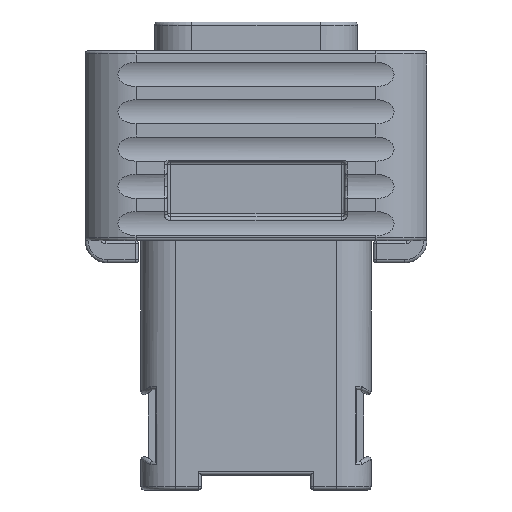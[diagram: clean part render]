
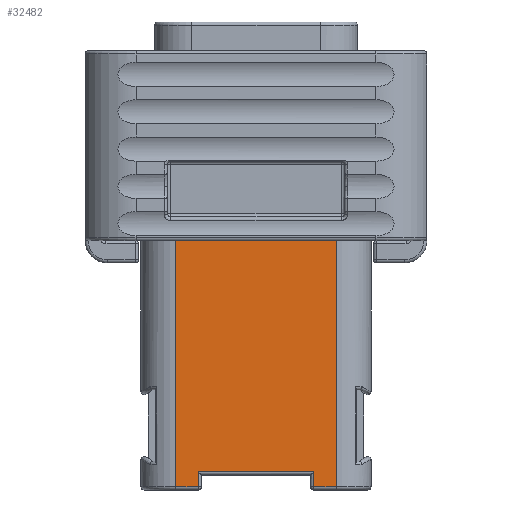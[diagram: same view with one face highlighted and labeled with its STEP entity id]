
A CAD part, front view. The second image highlights one B-rep face of the part: STEP entity #32482.
In plain terms, the highlighted planar face has unit normal (0, -1, 0).
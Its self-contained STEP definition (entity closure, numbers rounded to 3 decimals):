
#100=DIRECTION('',(1.,0.,0.));
#101=VECTOR('',#100,12.9);
#102=CARTESIAN_POINT('',(-6.45,-9.25,0.));
#103=LINE('',#102,#101);
#5934=DIRECTION('',(0.,0.,1.));
#5935=VECTOR('',#5934,1.2);
#5936=CARTESIAN_POINT('',(-4.647,-9.25,-19.81));
#5937=LINE('',#5936,#5935);
#5948=DIRECTION('',(-1.,0.,0.));
#5949=VECTOR('',#5948,9.294);
#5950=CARTESIAN_POINT('',(4.647,-9.25,-18.61));
#5951=LINE('',#5950,#5949);
#5952=DIRECTION('',(-1.,0.,0.));
#5953=VECTOR('',#5952,1.803);
#5954=CARTESIAN_POINT('',(-4.647,-9.25,-19.81));
#5955=LINE('',#5954,#5953);
#5956=DIRECTION('',(0.,0.,-1.));
#5957=VECTOR('',#5956,19.81);
#5958=CARTESIAN_POINT('',(-6.45,-9.25,0.));
#5959=LINE('',#5958,#5957);
#5960=DIRECTION('',(0.,0.,-1.));
#5961=VECTOR('',#5960,19.81);
#5962=CARTESIAN_POINT('',(6.45,-9.25,0.));
#5963=LINE('',#5962,#5961);
#5964=DIRECTION('',(-1.,0.,0.));
#5965=VECTOR('',#5964,1.803);
#5966=CARTESIAN_POINT('',(6.45,-9.25,-19.81));
#5967=LINE('',#5966,#5965);
#6001=DIRECTION('',(0.,0.,-1.));
#6002=VECTOR('',#6001,1.2);
#6003=CARTESIAN_POINT('',(4.647,-9.25,-18.61));
#6004=LINE('',#6003,#6002);
#20063=CARTESIAN_POINT('',(-6.45,-9.25,0.));
#20064=CARTESIAN_POINT('',(6.45,-9.25,0.));
#20065=VERTEX_POINT('',#20063);
#20066=VERTEX_POINT('',#20064);
#21750=CARTESIAN_POINT('',(-4.647,-9.25,-19.81));
#21752=VERTEX_POINT('',#21750);
#21757=CARTESIAN_POINT('',(-6.45,-9.25,-19.81));
#21758=VERTEX_POINT('',#21757);
#21781=CARTESIAN_POINT('',(6.45,-9.25,-19.81));
#21782=VERTEX_POINT('',#21781);
#21785=CARTESIAN_POINT('',(4.647,-9.25,-19.81));
#21786=VERTEX_POINT('',#21785);
#21972=CARTESIAN_POINT('',(4.647,-9.25,-18.61));
#21973=CARTESIAN_POINT('',(-4.647,-9.25,-18.61));
#21974=VERTEX_POINT('',#21972);
#21975=VERTEX_POINT('',#21973);
#32461=CARTESIAN_POINT('',(-9.25,-9.25,-20.06));
#32462=DIRECTION('',(0.,-1.,0.));
#32463=DIRECTION('',(1.,0.,0.));
#32464=AXIS2_PLACEMENT_3D('',#32461,#32462,#32463);
#32465=PLANE('',#32464);
#32467=ORIENTED_EDGE('',*,*,#32466,.T.);
#32468=ORIENTED_EDGE('',*,*,#32450,.F.);
#32470=ORIENTED_EDGE('',*,*,#32469,.T.);
#32472=ORIENTED_EDGE('',*,*,#32471,.F.);
#32473=ORIENTED_EDGE('',*,*,#24229,.T.);
#32475=ORIENTED_EDGE('',*,*,#32474,.T.);
#32477=ORIENTED_EDGE('',*,*,#32476,.T.);
#32479=ORIENTED_EDGE('',*,*,#32478,.F.);
#32480=EDGE_LOOP('',(#32467,#32468,#32470,#32472,#32473,#32475,#32477,#32479));
#32481=FACE_OUTER_BOUND('',#32480,.F.);
#32482=ADVANCED_FACE('',(#32481),#32465,.T.);
#24229=EDGE_CURVE('',#20065,#20066,#103,.T.);
#32450=EDGE_CURVE('',#21752,#21975,#5937,.T.);
#32466=EDGE_CURVE('',#21974,#21975,#5951,.T.);
#32469=EDGE_CURVE('',#21752,#21758,#5955,.T.);
#32471=EDGE_CURVE('',#20065,#21758,#5959,.T.);
#32474=EDGE_CURVE('',#20066,#21782,#5963,.T.);
#32476=EDGE_CURVE('',#21782,#21786,#5967,.T.);
#32478=EDGE_CURVE('',#21974,#21786,#6004,.T.);
